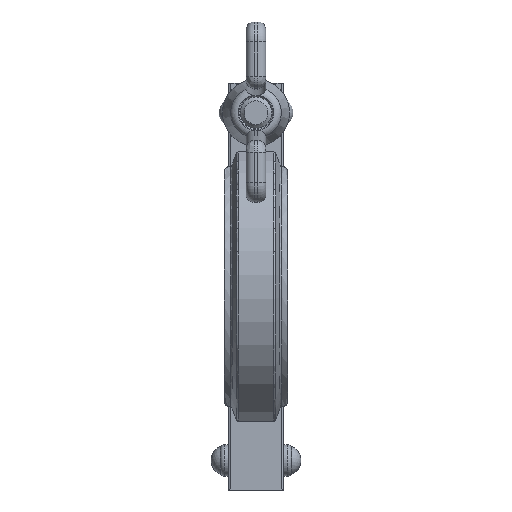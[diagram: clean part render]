
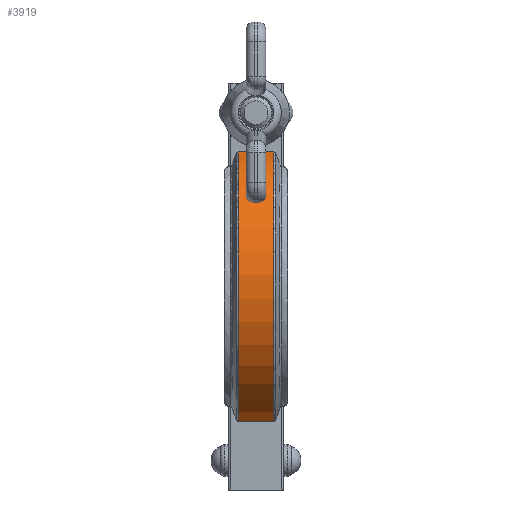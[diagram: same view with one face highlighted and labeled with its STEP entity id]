
A CAD part, front view. The second image highlights one B-rep face of the part: STEP entity #3919.
In plain terms, the highlighted cylindrical face has radius 35.5 mm (diameter 71 mm), a partial arc.
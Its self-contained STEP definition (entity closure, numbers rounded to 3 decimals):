
#3772=CARTESIAN_POINT('',(4.55,10.0,34.062));
#3773=VERTEX_POINT('',#3772);
#3790=CARTESIAN_POINT('',(-4.55,10.0,34.062));
#3791=VERTEX_POINT('',#3790);
#3792=CARTESIAN_POINT('',(-4.55,10.0,34.062));
#3793=DIRECTION('',(1.0,0.0,0.0));
#3794=VECTOR('',#3793,9.101);
#3795=LINE('',#3792,#3794);
#3796=EDGE_CURVE('',#3791,#3773,#3795,.T.);
#3859=CARTESIAN_POINT('',(4.55,10.0,-34.062));
#3860=VERTEX_POINT('',#3859);
#3877=CARTESIAN_POINT('',(4.55,0.0,0.0));
#3878=DIRECTION('',(1.0,0.0,0.0));
#3879=DIRECTION('',(0.0,1.0,0.0));
#3880=AXIS2_PLACEMENT_3D('',#3877,#3878,#3879);
#3881=CIRCLE('',#3880,35.5);
#3882=EDGE_CURVE('',#3860,#3773,#3881,.T.);
#3895=CARTESIAN_POINT('',(0.0,0.0,0.0));
#3896=DIRECTION('',(1.0,0.0,0.0));
#3897=DIRECTION('',(0.0,0.056,-0.998));
#3898=AXIS2_PLACEMENT_3D('',#3895,#3896,#3897);
#3899=CYLINDRICAL_SURFACE('',#3898,35.5);
#3900=ORIENTED_EDGE('',*,*,#3882,.F.);
#3901=CARTESIAN_POINT('',(-4.55,10.0,-34.062));
#3902=VERTEX_POINT('',#3901);
#3903=CARTESIAN_POINT('',(4.55,10.0,-34.062));
#3904=DIRECTION('',(-1.0,0.0,0.0));
#3905=VECTOR('',#3904,9.101);
#3906=LINE('',#3903,#3905);
#3907=EDGE_CURVE('',#3860,#3902,#3906,.T.);
#3908=ORIENTED_EDGE('',*,*,#3907,.T.);
#3909=CARTESIAN_POINT('',(-4.55,0.0,0.0));
#3910=DIRECTION('',(-1.0,0.0,0.0));
#3911=DIRECTION('',(0.0,1.0,0.0));
#3912=AXIS2_PLACEMENT_3D('',#3909,#3910,#3911);
#3913=CIRCLE('',#3912,35.5);
#3914=EDGE_CURVE('',#3791,#3902,#3913,.T.);
#3915=ORIENTED_EDGE('',*,*,#3914,.F.);
#3916=ORIENTED_EDGE('',*,*,#3796,.T.);
#3917=EDGE_LOOP('',(#3900,#3908,#3915,#3916));
#3918=FACE_OUTER_BOUND('',#3917,.T.);
#3919=ADVANCED_FACE('',(#3918),#3899,.T.);
